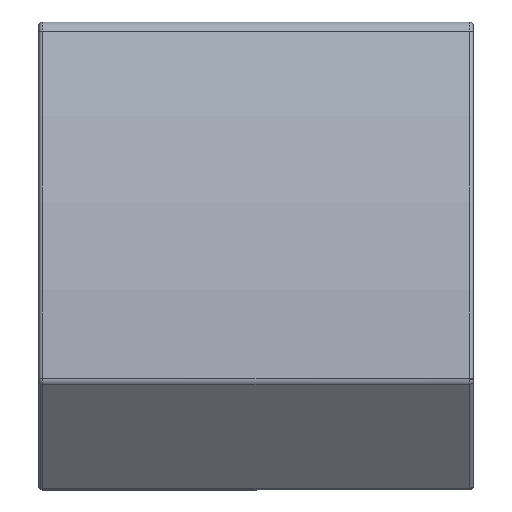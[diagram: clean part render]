
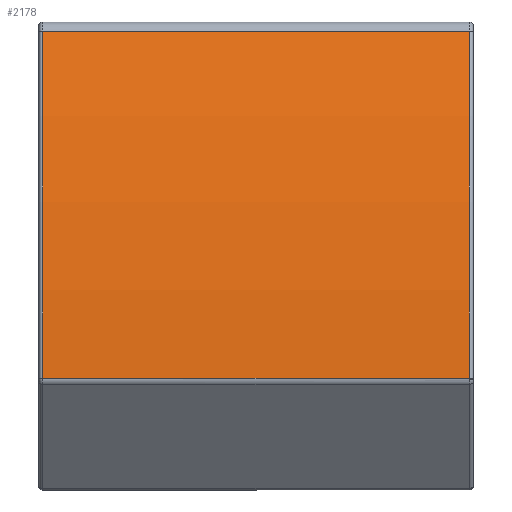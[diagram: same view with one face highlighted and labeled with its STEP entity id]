
A CAD part, top view. The second image highlights one B-rep face of the part: STEP entity #2178.
In plain terms, the highlighted cylindrical face has radius 450 mm (diameter 900 mm), a partial arc.
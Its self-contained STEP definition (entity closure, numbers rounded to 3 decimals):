
#273 = VERTEX_POINT ( 'NONE', #1369 ) ;
#280 = AXIS2_PLACEMENT_3D ( 'NONE', #1975, #2134, #2316 ) ;
#289 = DIRECTION ( 'NONE',  ( 0., 0., -1. ) ) ;
#297 = DIRECTION ( 'NONE',  ( -1., 0., 0. ) ) ;
#314 = VERTEX_POINT ( 'NONE', #808 ) ;
#371 = CARTESIAN_POINT ( 'NONE',  ( -77., -49.798, -8.507 ) ) ;
#434 = VERTEX_POINT ( 'NONE', #561 ) ;
#561 = CARTESIAN_POINT ( 'NONE',  ( 77., 75.731, -35.309 ) ) ;
#593 = FACE_OUTER_BOUND ( 'NONE', #1932, .T. ) ;
#713 = CARTESIAN_POINT ( 'NONE',  ( -78.5, 75.731, -35.309 ) ) ;
#808 = CARTESIAN_POINT ( 'NONE',  ( -77., 75.731, -35.309 ) ) ;
#838 = AXIS2_PLACEMENT_3D ( 'NONE', #966, #2317, #1194 ) ;
#879 = EDGE_CURVE ( 'NONE', #1545, #273, #1007, .T. ) ;
#966 = CARTESIAN_POINT ( 'NONE',  ( -77., -80.037, -457.49 ) ) ;
#1007 = LINE ( 'NONE', #2113, #1257 ) ;
#1113 = DIRECTION ( 'NONE',  ( 1., 0., 0. ) ) ;
#1194 = DIRECTION ( 'NONE',  ( 0., -1., 0. ) ) ;
#1196 = DIRECTION ( 'NONE',  ( 1., 0., 0. ) ) ;
#1257 = VECTOR ( 'NONE', #1196, 1000. ) ;
#1348 = CYLINDRICAL_SURFACE ( 'NONE', #280, 450. ) ;
#1369 = CARTESIAN_POINT ( 'NONE',  ( 77., -49.798, -8.507 ) ) ;
#1479 = ORIENTED_EDGE ( 'NONE', *, *, #1856, .T. ) ;
#1545 = VERTEX_POINT ( 'NONE', #371 ) ;
#1640 = EDGE_CURVE ( 'NONE', #314, #434, #1651, .T. ) ;
#1651 = LINE ( 'NONE', #713, #1705 ) ;
#1686 = EDGE_CURVE ( 'NONE', #314, #1545, #2371, .T. ) ;
#1705 = VECTOR ( 'NONE', #1113, 1000. ) ;
#1714 = ORIENTED_EDGE ( 'NONE', *, *, #1686, .T. ) ;
#1775 = CARTESIAN_POINT ( 'NONE',  ( 77., -80.037, -457.49 ) ) ;
#1777 = ORIENTED_EDGE ( 'NONE', *, *, #879, .T. ) ;
#1856 = EDGE_CURVE ( 'NONE', #273, #434, #2410, .T. ) ;
#1932 = EDGE_LOOP ( 'NONE', ( #1777, #1479, #2310, #1714 ) ) ;
#1975 = CARTESIAN_POINT ( 'NONE',  ( -78.5, -80.037, -457.49 ) ) ;
#2113 = CARTESIAN_POINT ( 'NONE',  ( -78.5, -49.798, -8.507 ) ) ;
#2134 = DIRECTION ( 'NONE',  ( 1., 0., 0. ) ) ;
#2178 = ADVANCED_FACE ( 'NONE', ( #593 ), #1348, .T. ) ;
#2210 = AXIS2_PLACEMENT_3D ( 'NONE', #1775, #297, #289 ) ;
#2310 = ORIENTED_EDGE ( 'NONE', *, *, #1640, .F. ) ;
#2316 = DIRECTION ( 'NONE',  ( 0., 0., -1. ) ) ;
#2317 = DIRECTION ( 'NONE',  ( 1., 0., 0. ) ) ;
#2371 = CIRCLE ( 'NONE', #838, 450. ) ;
#2410 = CIRCLE ( 'NONE', #2210, 450. ) ;
